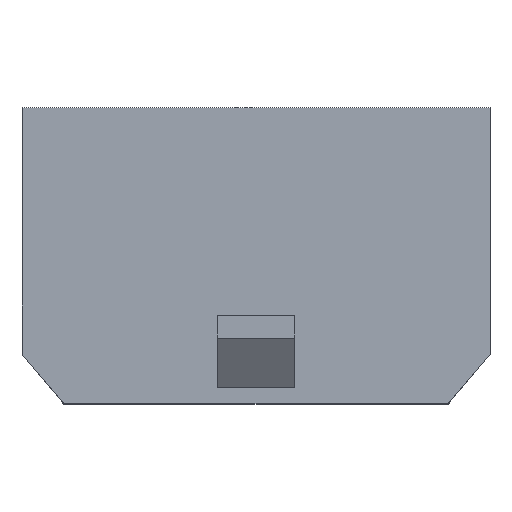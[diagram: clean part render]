
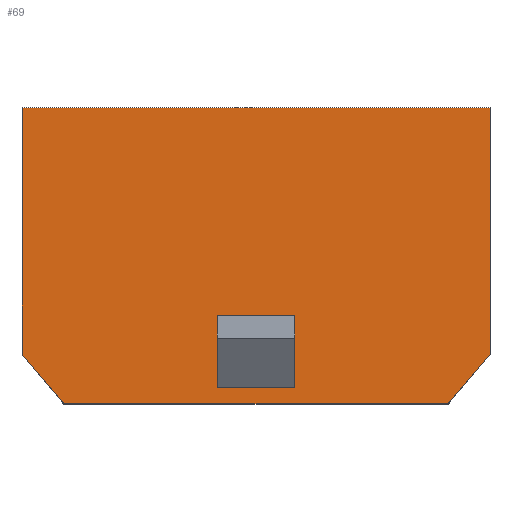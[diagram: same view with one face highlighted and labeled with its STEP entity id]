
A CAD part, top view. The second image highlights one B-rep face of the part: STEP entity #69.
In plain terms, the highlighted planar face has unit normal (0, 0, 1).
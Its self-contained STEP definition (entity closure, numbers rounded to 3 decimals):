
#69=ADVANCED_FACE('',(#263,#264),#265,.T.);
#263=FACE_OUTER_BOUND('',#607,.T.);
#264=FACE_BOUND('',#608,.T.);
#265=PLANE('',#609);
#607=EDGE_LOOP('',(#1097,#1098,#1099,#1100,#1101,#1102));
#608=EDGE_LOOP('',(#1103,#1104,#1105,#1106));
#609=AXIS2_PLACEMENT_3D('',#1107,#1108,#1109);
#1097=ORIENTED_EDGE('',*,*,#2265,.F.);
#1098=ORIENTED_EDGE('',*,*,#2271,.F.);
#1099=ORIENTED_EDGE('',*,*,#2297,.T.);
#1100=ORIENTED_EDGE('',*,*,#2298,.T.);
#1101=ORIENTED_EDGE('',*,*,#2261,.F.);
#1102=ORIENTED_EDGE('',*,*,#2292,.F.);
#1103=ORIENTED_EDGE('',*,*,#2299,.T.);
#1104=ORIENTED_EDGE('',*,*,#2300,.T.);
#1105=ORIENTED_EDGE('',*,*,#2301,.F.);
#1106=ORIENTED_EDGE('',*,*,#2302,.F.);
#1107=CARTESIAN_POINT('',(7.825,9.9,3.86));
#1108=DIRECTION('',(0.,0.0,1.0));
#1109=DIRECTION('',(1.0,-0.0,0.));
#2261=EDGE_CURVE('',#2723,#2718,#2725,.T.);
#2265=EDGE_CURVE('',#2731,#2726,#2733,.T.);
#2271=EDGE_CURVE('',#2743,#2731,#2745,.T.);
#2292=EDGE_CURVE('',#2726,#2723,#2785,.T.);
#2297=EDGE_CURVE('',#2743,#2792,#2793,.T.);
#2298=EDGE_CURVE('',#2792,#2718,#2794,.T.);
#2299=EDGE_CURVE('',#2795,#2796,#2797,.T.);
#2300=EDGE_CURVE('',#2796,#2798,#2799,.T.);
#2301=EDGE_CURVE('',#2800,#2798,#2801,.T.);
#2302=EDGE_CURVE('',#2795,#2800,#2802,.T.);
#2718=VERTEX_POINT('',#3434);
#2723=VERTEX_POINT('',#3441);
#2725=LINE('',#3444,#3445);
#2726=VERTEX_POINT('',#3446);
#2731=VERTEX_POINT('',#3453);
#2733=LINE('',#3456,#3457);
#2743=VERTEX_POINT('',#3471);
#2745=LINE('',#3474,#3475);
#2785=LINE('',#3535,#3536);
#2792=VERTEX_POINT('',#3547);
#2793=LINE('',#3548,#3549);
#2794=LINE('',#3550,#3551);
#2795=VERTEX_POINT('',#3552);
#2796=VERTEX_POINT('',#3553);
#2797=LINE('',#3554,#3555);
#2798=VERTEX_POINT('',#3556);
#2799=LINE('',#3557,#3558);
#2800=VERTEX_POINT('',#3559);
#2801=LINE('',#3560,#3561);
#2802=LINE('',#3562,#3563);
#3434=CARTESIAN_POINT('',(-7.825,1.668,3.86));
#3441=CARTESIAN_POINT('',(-6.425,0.,3.86));
#3444=CARTESIAN_POINT('',(-6.425,0.,3.86));
#3445=VECTOR('',#4332,1.0);
#3446=CARTESIAN_POINT('',(6.425,0.0,3.86));
#3453=CARTESIAN_POINT('',(7.825,1.668,3.86));
#3456=CARTESIAN_POINT('',(7.825,1.668,3.86));
#3457=VECTOR('',#4336,1.0);
#3471=CARTESIAN_POINT('',(7.825,9.9,3.86));
#3474=CARTESIAN_POINT('',(7.825,9.9,3.86));
#3475=VECTOR('',#4342,1.0);
#3535=CARTESIAN_POINT('',(7.825,0.0,3.86));
#3536=VECTOR('',#4363,1.0);
#3547=CARTESIAN_POINT('',(-7.825,9.9,3.86));
#3548=CARTESIAN_POINT('',(7.825,9.9,3.86));
#3549=VECTOR('',#4368,1.0);
#3550=CARTESIAN_POINT('',(-7.825,9.9,3.86));
#3551=VECTOR('',#4369,1.0);
#3552=CARTESIAN_POINT('',(1.3,0.54,3.86));
#3553=CARTESIAN_POINT('',(-1.3,0.54,3.86));
#3554=CARTESIAN_POINT('',(1.3,0.54,3.86));
#3555=VECTOR('',#4370,1.0);
#3556=CARTESIAN_POINT('',(-1.3,2.95,3.86));
#3557=CARTESIAN_POINT('',(-1.3,0.54,3.86));
#3558=VECTOR('',#4371,1.0);
#3559=CARTESIAN_POINT('',(1.3,2.95,3.86));
#3560=CARTESIAN_POINT('',(1.3,2.95,3.86));
#3561=VECTOR('',#4372,1.0);
#3562=CARTESIAN_POINT('',(1.3,0.54,3.86));
#3563=VECTOR('',#4373,1.0);
#4332=DIRECTION('',(-0.643,0.766,0.));
#4336=DIRECTION('',(-0.643,-0.766,0.));
#4342=DIRECTION('',(0.0,-1.0,0.0));
#4363=DIRECTION('',(-1.0,0.0,0.));
#4368=DIRECTION('',(-1.0,0.0,0.));
#4369=DIRECTION('',(0.0,-1.0,0.0));
#4370=DIRECTION('',(-1.0,0.0,0.0));
#4371=DIRECTION('',(0.0,1.0,0.));
#4372=DIRECTION('',(-1.0,0.0,0.0));
#4373=DIRECTION('',(0.0,1.0,0.));
